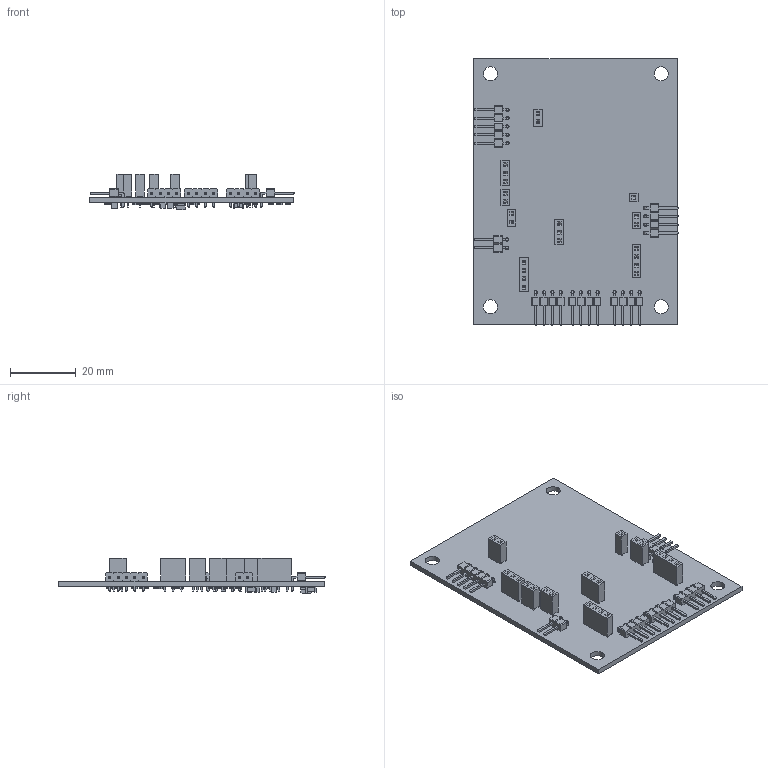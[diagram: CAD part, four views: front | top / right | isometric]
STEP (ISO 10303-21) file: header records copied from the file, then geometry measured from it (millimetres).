
FILE_DESCRIPTION(('KiCad electronic assembly'),'2;1');
FILE_NAME('bot_board.step','2024-05-03T22:12:57',('Pcbnew'),('Kicad'), 'Open CASCADE STEP processor 7.7','KiCad to STEP converter','Unknown' );
FILE_SCHEMA(('AUTOMOTIVE_DESIGN { 1 0 10303 214 1 1 1 1 }'));
Length unit declared in the file: millimetre
Products named in the file (24): bot_board 1; PinHeader_1x05_P2.54mm_Horizontal; PinHeader_1x05_P254mm_Horizontal; PinHeader_1x02_P2.54mm_Horizontal; PinHeader_1x02_P254mm_Horizontal; PinSocket_1x02_P2.54mm_Vertical; PinSocket_1x02_P254mm_Vertical; PinSocket_1x03_P2.54mm_Vertical; PinSocket_1x03_P254mm_Vertical; PinHeader_1x04_P2.54mm_Horizontal; PinHeader_1x04_P254mm_Horizontal; PinSocket_1x01_P2.54mm_Vertical; PinSocket_1x01_P254mm_Vertical; PinSocket_1x04_P2.54mm_Vertical; PinSocket_1x04_P254mm_Vertical; R_1206_3216Metric; C_1206_3216Metric; R_1210_3225Metric; CP_EIA-3528-21_Kemet-B; CP_EIA_3528_21_Kemet_B; bot_board_PCB
Assembly tree (49 placements, depth 3):
  bot_board 1
    PinHeader_1x05_P2.54mm_Horizontal
      PinHeader_1x05_P254mm_Horizontal
    PinHeader_1x02_P2.54mm_Horizontal
      PinHeader_1x02_P254mm_Horizontal
    PinSocket_1x02_P2.54mm_Vertical  x4
      PinSocket_1x02_P254mm_Vertical
    PinSocket_1x03_P2.54mm_Vertical  x2
      PinSocket_1x03_P254mm_Vertical
    PinHeader_1x04_P2.54mm_Horizontal  x4
      PinHeader_1x04_P254mm_Horizontal
    PinSocket_1x01_P2.54mm_Vertical
      PinSocket_1x01_P254mm_Vertical
    PinSocket_1x04_P2.54mm_Vertical  x2
      PinSocket_1x04_P254mm_Vertical
    R_1206_3216Metric  x13
      R_1206_3216Metric
    C_1206_3216Metric  x6
      C_1206_3216Metric
    R_1210_3225Metric  x2
      R_1210_3225Metric
    CP_EIA-3528-21_Kemet-B
      CP_EIA_3528_21_Kemet_B
    bot_board_PCB
Bounding box: 62.26 x 81.18 x 10.8 mm (x, y, z)
Volume: 9444.6 mm3; surface area: 14348.1 mm2
Topology: 38 solids, 38 shells, 2111 faces, 5373 edges, 3466 vertices
Faces by surface type: plane 1832, cylinder 270, bspline 9
Full cylindrical faces by diameter (mm): 1 x46, 4.3 x4
Entity records: 32333 total; most frequent: CARTESIAN_POINT 5586, ORIENTED_EDGE 4294, DIRECTION 4079, EDGE_CURVE 2147, LINE 1933, VECTOR 1933, VERTEX_POINT 1382, AXIS2_PLACEMENT_3D 1073
